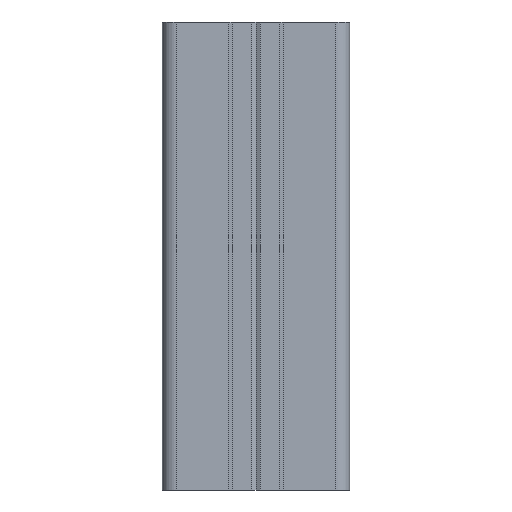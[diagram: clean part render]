
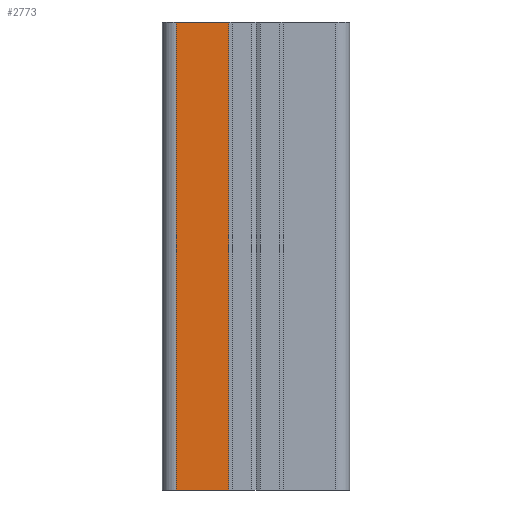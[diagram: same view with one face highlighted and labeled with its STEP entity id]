
A CAD part, left-side view. The second image highlights one B-rep face of the part: STEP entity #2773.
In plain terms, the highlighted planar face has unit normal (-1, 0, 0).
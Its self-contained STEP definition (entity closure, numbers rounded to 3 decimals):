
#1713 = EDGE_CURVE ( 'NONE', #2090, #2088, #4089, .T. ) ;
#2088 = VERTEX_POINT ( 'NONE', #4181 ) ;
#2090 = VERTEX_POINT ( 'NONE', #4175 ) ;
#2304 = VERTEX_POINT ( 'NONE', #4557 ) ;
#2615 = EDGE_CURVE ( 'NONE', #2304, #2630, #5153, .T. ) ;
#2630 = VERTEX_POINT ( 'NONE', #5144 ) ;
#2772 = ORIENTED_EDGE ( 'NONE', *, *, #2790, .F. ) ;
#2773 = ADVANCED_FACE ( 'NONE', ( #5402 ), #5392, .F. ) ;
#2774 = ORIENTED_EDGE ( 'NONE', *, *, #2615, .T. ) ;
#2776 = ORIENTED_EDGE ( 'NONE', *, *, #1713, .F. ) ;
#2780 = EDGE_LOOP ( 'NONE', ( #2774, #2772, #2776, #2822 ) ) ;
#2789 = EDGE_CURVE ( 'NONE', #2090, #2304, #5427, .T. ) ;
#2790 = EDGE_CURVE ( 'NONE', #2088, #2630, #5422, .T. ) ;
#2822 = ORIENTED_EDGE ( 'NONE', *, *, #2789, .T. ) ;
#4089 = LINE ( 'NONE', #4116, #4168 ) ;
#4116 = CARTESIAN_POINT ( 'NONE',  ( -20., 17., 100. ) ) ;
#4167 = DIRECTION ( 'NONE',  ( 0., -1., 0. ) ) ;
#4168 = VECTOR ( 'NONE', #4167, 1000. ) ;
#4175 = CARTESIAN_POINT ( 'NONE',  ( -20., 17., 100. ) ) ;
#4181 = CARTESIAN_POINT ( 'NONE',  ( -20., 5.8, 100. ) ) ;
#4557 = CARTESIAN_POINT ( 'NONE',  ( -20., 17., 0. ) ) ;
#5144 = CARTESIAN_POINT ( 'NONE',  ( -20., 5.8, 0. ) ) ;
#5145 = DIRECTION ( 'NONE',  ( 0., -1., 0. ) ) ;
#5146 = VECTOR ( 'NONE', #5145, 1000. ) ;
#5147 = CARTESIAN_POINT ( 'NONE',  ( -20., 17., 0. ) ) ;
#5153 = LINE ( 'NONE', #5147, #5146 ) ;
#5372 = AXIS2_PLACEMENT_3D ( 'NONE', #5377, #5390, #5389 ) ;
#5377 = CARTESIAN_POINT ( 'NONE',  ( -20., 17., 100. ) ) ;
#5389 = DIRECTION ( 'NONE',  ( 0., 0., -1. ) ) ;
#5390 = DIRECTION ( 'NONE',  ( 1., 0., 0. ) ) ;
#5392 = PLANE ( 'NONE',  #5372 ) ;
#5402 = FACE_OUTER_BOUND ( 'NONE', #2780, .T. ) ;
#5418 = DIRECTION ( 'NONE',  ( 0., 0., -1. ) ) ;
#5419 = VECTOR ( 'NONE', #5418, 1000. ) ;
#5420 = CARTESIAN_POINT ( 'NONE',  ( -20., 5.8, 100. ) ) ;
#5422 = LINE ( 'NONE', #5420, #5419 ) ;
#5423 = DIRECTION ( 'NONE',  ( 0., 0., -1. ) ) ;
#5424 = VECTOR ( 'NONE', #5423, 1000. ) ;
#5425 = CARTESIAN_POINT ( 'NONE',  ( -20., 17., 100. ) ) ;
#5427 = LINE ( 'NONE', #5425, #5424 ) ;
